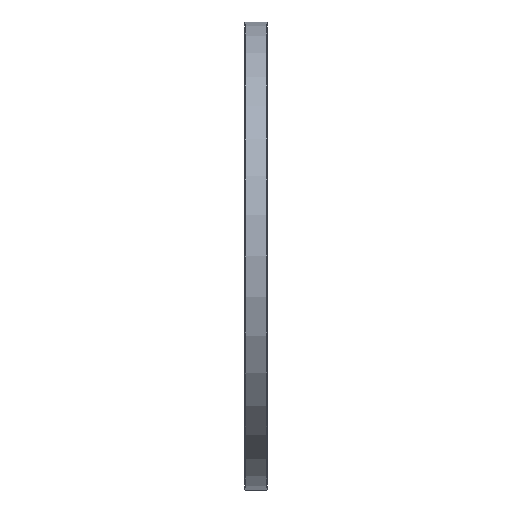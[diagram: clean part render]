
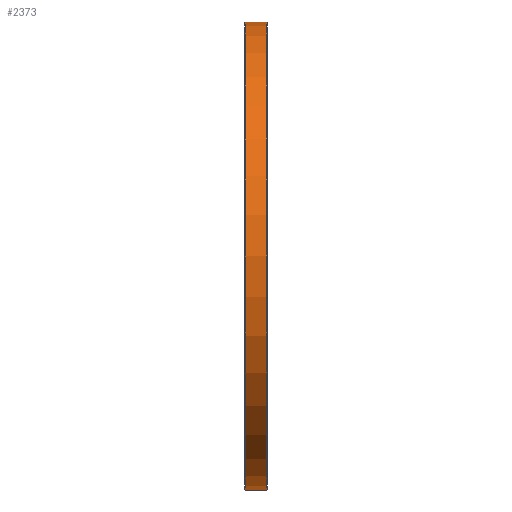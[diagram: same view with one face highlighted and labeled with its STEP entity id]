
A CAD part, left-side view. The second image highlights one B-rep face of the part: STEP entity #2373.
In plain terms, the highlighted cylindrical face has radius 212.5 mm (diameter 425 mm), a partial arc.
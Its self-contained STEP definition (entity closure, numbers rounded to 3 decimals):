
#4 = VERTEX_POINT ( 'NONE', #174 ) ;
#26 = DIRECTION ( 'NONE',  ( 0., 1., 0. ) ) ;
#163 = DIRECTION ( 'NONE',  ( 0., 0., 1. ) ) ;
#174 = CARTESIAN_POINT ( 'NONE',  ( 0., 19.6, -212.5 ) ) ;
#184 = CYLINDRICAL_SURFACE ( 'NONE', #1975, 212.5 ) ;
#224 = DIRECTION ( 'NONE',  ( 0., -1., 0. ) ) ;
#454 = CARTESIAN_POINT ( 'NONE',  ( 0., -12.074, 0. ) ) ;
#531 = ORIENTED_EDGE ( 'NONE', *, *, #1175, .T. ) ;
#768 = DIRECTION ( 'NONE',  ( 0., 0., -1. ) ) ;
#808 = DIRECTION ( 'NONE',  ( 0., -1., 0. ) ) ;
#872 = VERTEX_POINT ( 'NONE', #2602 ) ;
#878 = CARTESIAN_POINT ( 'NONE',  ( 0., 0.4, 0. ) ) ;
#1012 = AXIS2_PLACEMENT_3D ( 'NONE', #2027, #1156, #768 ) ;
#1036 = EDGE_CURVE ( 'NONE', #2245, #1955, #1797, .T. ) ;
#1046 = EDGE_CURVE ( 'NONE', #4, #872, #2265, .T. ) ;
#1156 = DIRECTION ( 'NONE',  ( 0., -1., 0. ) ) ;
#1175 = EDGE_CURVE ( 'NONE', #2245, #4, #1179, .T. ) ;
#1179 = CIRCLE ( 'NONE', #1012, 212.5 ) ;
#1184 = CARTESIAN_POINT ( 'NONE',  ( 0., 19.6, 212.5 ) ) ;
#1187 = EDGE_CURVE ( 'NONE', #872, #1955, #2232, .T. ) ;
#1330 = FACE_OUTER_BOUND ( 'NONE', #2188, .T. ) ;
#1536 = AXIS2_PLACEMENT_3D ( 'NONE', #878, #26, #163 ) ;
#1635 = DIRECTION ( 'NONE',  ( 0., -1., 0. ) ) ;
#1737 = VECTOR ( 'NONE', #1635, 1000. ) ;
#1786 = CARTESIAN_POINT ( 'NONE',  ( 0., 0.4, 212.5 ) ) ;
#1797 = LINE ( 'NONE', #2129, #1852 ) ;
#1852 = VECTOR ( 'NONE', #808, 1000. ) ;
#1919 = ORIENTED_EDGE ( 'NONE', *, *, #1036, .F. ) ;
#1928 = CARTESIAN_POINT ( 'NONE',  ( 0., -12.074, -212.5 ) ) ;
#1955 = VERTEX_POINT ( 'NONE', #1786 ) ;
#1975 = AXIS2_PLACEMENT_3D ( 'NONE', #454, #224, #2698 ) ;
#2027 = CARTESIAN_POINT ( 'NONE',  ( 0., 19.6, 0. ) ) ;
#2129 = CARTESIAN_POINT ( 'NONE',  ( 0., -12.074, 212.5 ) ) ;
#2188 = EDGE_LOOP ( 'NONE', ( #1919, #531, #2321, #2208 ) ) ;
#2208 = ORIENTED_EDGE ( 'NONE', *, *, #1187, .T. ) ;
#2232 = CIRCLE ( 'NONE', #1536, 212.5 ) ;
#2245 = VERTEX_POINT ( 'NONE', #1184 ) ;
#2265 = LINE ( 'NONE', #1928, #1737 ) ;
#2321 = ORIENTED_EDGE ( 'NONE', *, *, #1046, .T. ) ;
#2373 = ADVANCED_FACE ( 'NONE', ( #1330 ), #184, .T. ) ;
#2602 = CARTESIAN_POINT ( 'NONE',  ( 0., 0.4, -212.5 ) ) ;
#2698 = DIRECTION ( 'NONE',  ( 0., 0., -1. ) ) ;
